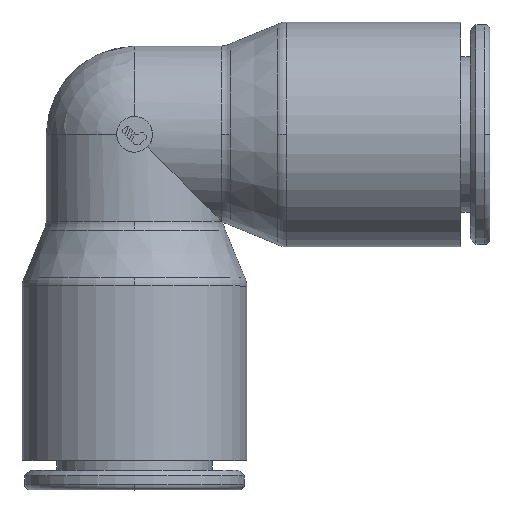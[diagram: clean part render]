
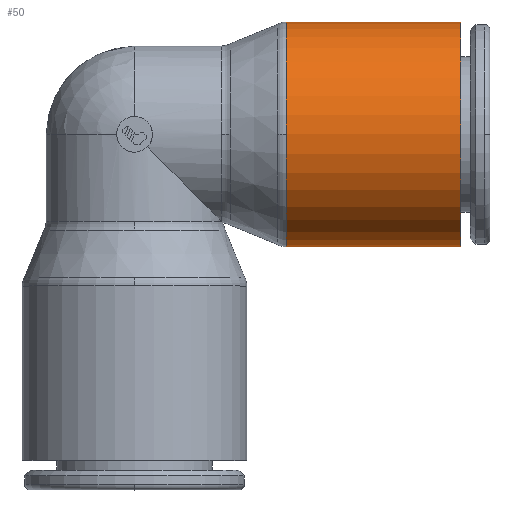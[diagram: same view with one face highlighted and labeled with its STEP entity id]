
A CAD part, top view. The second image highlights one B-rep face of the part: STEP entity #50.
In plain terms, the highlighted cylindrical face has radius 11 mm (diameter 22 mm), a partial arc.
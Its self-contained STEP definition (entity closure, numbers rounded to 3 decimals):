
#50=ADVANCED_FACE('',(#128),#129,.T.);
#128=FACE_OUTER_BOUND('',#283,.T.);
#129=CYLINDRICAL_SURFACE('',#284,11.0);
#283=EDGE_LOOP('',(#460,#461,#462,#463,#464));
#284=AXIS2_PLACEMENT_3D('',#465,#466,#467);
#460=ORIENTED_EDGE('',*,*,#1033,.F.);
#461=ORIENTED_EDGE('',*,*,#1034,.T.);
#462=ORIENTED_EDGE('',*,*,#1035,.T.);
#463=ORIENTED_EDGE('',*,*,#1036,.F.);
#464=ORIENTED_EDGE('',*,*,#1037,.F.);
#465=CARTESIAN_POINT('',(-8.531,0.0,0.0));
#466=DIRECTION('',(1.0,0.0,0.0));
#467=DIRECTION('',(0.0,1.0,0.0));
#1033=EDGE_CURVE('',#1231,#1232,#1233,.T.);
#1034=EDGE_CURVE('',#1231,#1234,#1235,.T.);
#1035=EDGE_CURVE('',#1234,#1236,#1237,.T.);
#1036=EDGE_CURVE('',#1238,#1236,#1239,.T.);
#1037=EDGE_CURVE('',#1232,#1238,#1240,.T.);
#1231=VERTEX_POINT('',#1541);
#1232=VERTEX_POINT('',#1542);
#1233=LINE('',#1543,#1544);
#1234=VERTEX_POINT('',#1545);
#1235=CIRCLE('',#1546,11.0);
#1236=VERTEX_POINT('',#1547);
#1237=CIRCLE('',#1548,11.0);
#1238=VERTEX_POINT('',#1549);
#1239=LINE('',#1550,#1551);
#1240=CIRCLE('',#1552,11.0);
#1541=CARTESIAN_POINT('',(-17.062,11.0,0.0));
#1542=CARTESIAN_POINT('',(0.,11.0,0.0));
#1543=CARTESIAN_POINT('',(-8.531,11.0,0.));
#1544=VECTOR('',#2077,1.0);
#1545=CARTESIAN_POINT('',(-17.062,0.,11.0));
#1546=AXIS2_PLACEMENT_3D('',#2078,#2079,#2080);
#1547=CARTESIAN_POINT('',(-17.062,-11.0,0.));
#1548=AXIS2_PLACEMENT_3D('',#2081,#2082,#2083);
#1549=CARTESIAN_POINT('',(0.0,-11.0,0.));
#1550=CARTESIAN_POINT('',(-8.531,-11.0,0.));
#1551=VECTOR('',#2084,1.0);
#1552=AXIS2_PLACEMENT_3D('',#2085,#2086,#2087);
#2077=DIRECTION('',(1.0,0.0,0.0));
#2078=CARTESIAN_POINT('',(-17.062,0.0,0.0));
#2079=DIRECTION('',(1.0,0.0,0.0));
#2080=DIRECTION('',(0.0,1.0,0.0));
#2081=CARTESIAN_POINT('',(-17.062,0.0,0.0));
#2082=DIRECTION('',(1.0,0.0,0.0));
#2083=DIRECTION('',(0.0,1.0,0.0));
#2084=DIRECTION('',(-1.0,-0.0,-0.0));
#2085=CARTESIAN_POINT('',(0.,0.0,0.0));
#2086=DIRECTION('',(1.0,0.0,0.0));
#2087=DIRECTION('',(0.0,1.0,0.0));
